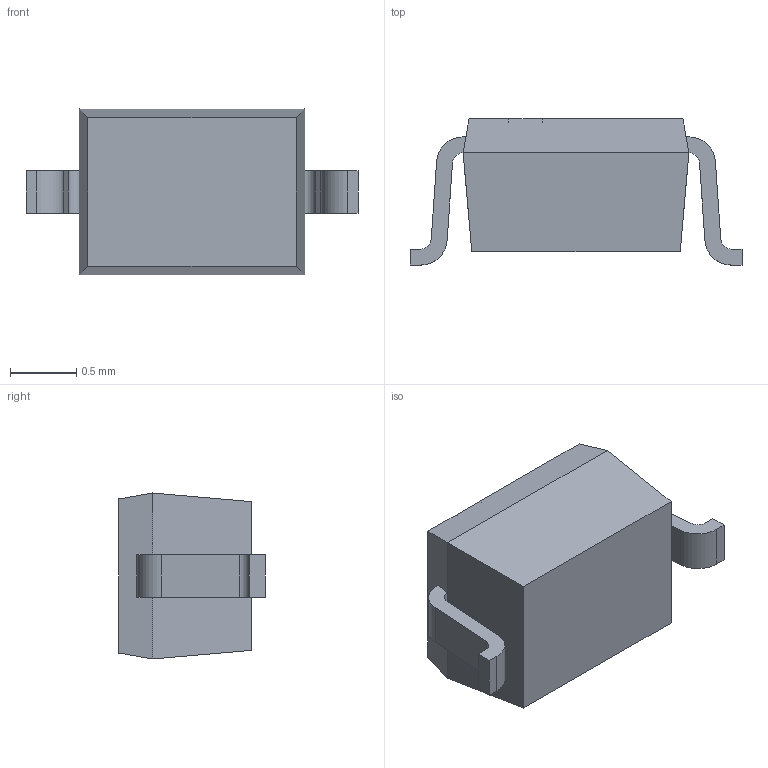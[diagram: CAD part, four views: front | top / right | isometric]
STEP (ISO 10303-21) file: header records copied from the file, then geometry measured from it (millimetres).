
FILE_DESCRIPTION (( 'STEP AP214' ), '1' );
FILE_NAME ('SD12CT1G.STEP', '2021-11-27T18:23:07', ( '' ), ( '' ), 'SwSTEP 2.0', 'SolidWorks 2017', '' );
FILE_SCHEMA (( 'AUTOMOTIVE_DESIGN' ));
Length unit declared in the file: millimetre
Products named in the file (1): SD12CT1G
Bounding box: 2.5 x 1.1 x 1.25 mm (x, y, z)
Volume: 2 mm3; surface area: 12.3 mm2
Topology: 4 solids, 4 shells, 48 faces, 112 edges, 72 vertices
Faces by surface type: plane 40, cylinder 8
Entity records: 1409 total; most frequent: CARTESIAN_POINT 233, DIRECTION 226, ORIENTED_EDGE 224, EDGE_CURVE 112, VECTOR 96, LINE 96, VERTEX_POINT 72, AXIS2_PLACEMENT_3D 65
